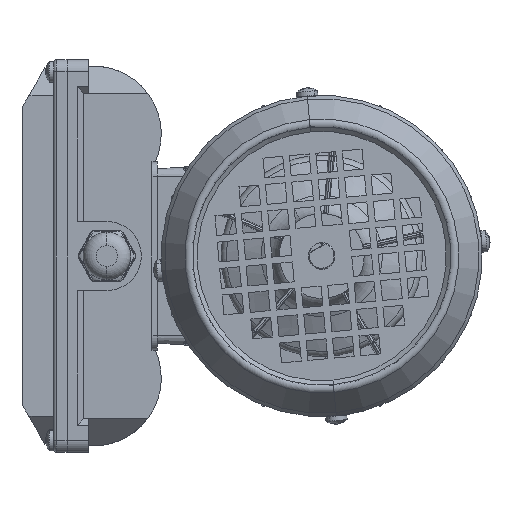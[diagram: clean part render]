
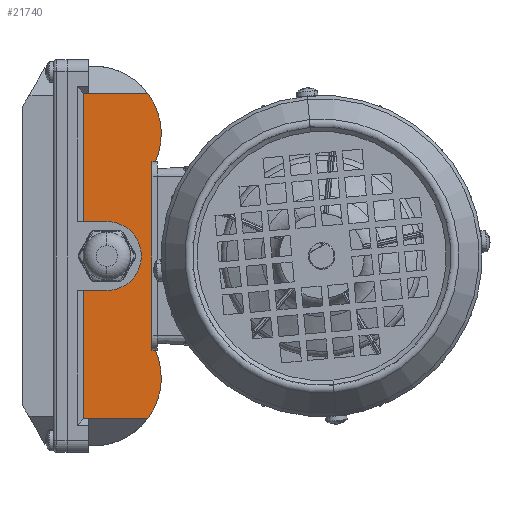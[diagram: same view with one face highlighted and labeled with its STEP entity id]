
A CAD part, left-side view. The second image highlights one B-rep face of the part: STEP entity #21740.
In plain terms, the highlighted face is planar.
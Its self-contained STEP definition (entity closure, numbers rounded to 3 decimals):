
#12155 = CARTESIAN_POINT ( 'NONE',  ( 74.475, 12.818, 2.5 ) ) ;
#12158 = CARTESIAN_POINT ( 'NONE',  ( 26.147, 12.818, 2.5 ) ) ;
#12160 = DIRECTION ( 'NONE',  ( 1., 0., 0. ) ) ;
#12162 = VECTOR ( 'NONE', #12160, 1000. ) ;
#12164 = CARTESIAN_POINT ( 'NONE',  ( -60.853, 12.818, 2.5 ) ) ;
#12165 = LINE ( 'NONE', #12164, #12162 ) ;
#12412 = CARTESIAN_POINT ( 'NONE',  ( 0.147, 12.818, 2.5 ) ) ;
#12543 = CARTESIAN_POINT ( 'NONE',  ( -48.182, 12.818, 2.5 ) ) ;
#12546 = DIRECTION ( 'NONE',  ( 1., 0., 0. ) ) ;
#12547 = VECTOR ( 'NONE', #12546, 1000. ) ;
#12549 = CARTESIAN_POINT ( 'NONE',  ( -60.853, 12.818, 2.5 ) ) ;
#12550 = LINE ( 'NONE', #12549, #12547 ) ;
#13538 = CARTESIAN_POINT ( 'NONE',  ( -22.353, -14.36, 2.5 ) ) ;
#13540 = DIRECTION ( 'NONE',  ( 1., 0., 0. ) ) ;
#13542 = DIRECTION ( 'NONE',  ( 0., 0., 1. ) ) ;
#13543 = CARTESIAN_POINT ( 'NONE',  ( -32.853, 8.878, 2.5 ) ) ;
#13544 = AXIS2_PLACEMENT_3D ( 'NONE', #13543, #13542, #13540 ) ;
#13546 = CIRCLE ( 'NONE', #13544, 25.5 ) ;
#13634 = CARTESIAN_POINT ( 'NONE',  ( 74.475, -11.501, 2.5 ) ) ;
#13636 = CARTESIAN_POINT ( 'NONE',  ( 48.647, -14.36, 2.5 ) ) ;
#13637 = DIRECTION ( 'NONE',  ( 1., 0., 0. ) ) ;
#13639 = DIRECTION ( 'NONE',  ( 0., 0., 1. ) ) ;
#13641 = CARTESIAN_POINT ( 'NONE',  ( 59.147, 8.878, 2.5 ) ) ;
#13642 = AXIS2_PLACEMENT_3D ( 'NONE', #13641, #13639, #13637 ) ;
#13655 = CIRCLE ( 'NONE', #13642, 25.5 ) ;
#13693 = CARTESIAN_POINT ( 'NONE',  ( -48.182, -11.501, 2.5 ) ) ;
#14993 = LINE ( 'NONE', #15123, #15121 ) ;
#15044 = CARTESIAN_POINT ( 'NONE',  ( 48.647, -13.122, 2.5 ) ) ;
#15046 = DIRECTION ( 'NONE',  ( 0., 1., 0. ) ) ;
#15047 = VECTOR ( 'NONE', #15046, 1000. ) ;
#15049 = CARTESIAN_POINT ( 'NONE',  ( 48.647, -13.122, 2.5 ) ) ;
#15050 = LINE ( 'NONE', #15049, #15047 ) ;
#15117 = CARTESIAN_POINT ( 'NONE',  ( -22.353, -13.122, 2.5 ) ) ;
#15120 = DIRECTION ( 'NONE',  ( 0., 1., 0. ) ) ;
#15121 = VECTOR ( 'NONE', #15120, 1000. ) ;
#15123 = CARTESIAN_POINT ( 'NONE',  ( -22.353, -13.122, 2.5 ) ) ;
#15235 = DIRECTION ( 'NONE',  ( -1., 0., 0. ) ) ;
#15237 = VECTOR ( 'NONE', #15235, 1000. ) ;
#15239 = CARTESIAN_POINT ( 'NONE',  ( 13.147, -13.122, 2.5 ) ) ;
#15249 = LINE ( 'NONE', #15239, #15237 ) ;
#16223 = DIRECTION ( 'NONE',  ( 0., 1., 0. ) ) ;
#16225 = VECTOR ( 'NONE', #16223, 1000. ) ;
#16226 = CARTESIAN_POINT ( 'NONE',  ( 74.475, 16.878, 2.5 ) ) ;
#16227 = LINE ( 'NONE', #16226, #16225 ) ;
#16244 = PLANE ( 'NONE',  #16382 ) ;
#16246 = CIRCLE ( 'NONE', #16373, 13. ) ;
#16251 = FACE_OUTER_BOUND ( 'NONE', #21744, .T. ) ;
#16253 = DIRECTION ( 'NONE',  ( 0., -1., 0. ) ) ;
#16255 = VECTOR ( 'NONE', #16253, 1000. ) ;
#16256 = CARTESIAN_POINT ( 'NONE',  ( -48.182, 16.878, 2.5 ) ) ;
#16258 = LINE ( 'NONE', #16256, #16255 ) ;
#16262 = DIRECTION ( 'NONE',  ( 0., 1., 0. ) ) ;
#16263 = VECTOR ( 'NONE', #16262, 1000. ) ;
#16266 = CARTESIAN_POINT ( 'NONE',  ( 74.475, 10.878, 2.5 ) ) ;
#16275 = LINE ( 'NONE', #16266, #16263 ) ;
#16296 = CARTESIAN_POINT ( 'NONE',  ( 74.475, 10.878, 2.5 ) ) ;
#16355 = DIRECTION ( 'NONE',  ( 0., 1., 0. ) ) ;
#16356 = VECTOR ( 'NONE', #16355, 1000. ) ;
#16358 = CARTESIAN_POINT ( 'NONE',  ( 26.147, 12.818, 2.5 ) ) ;
#16359 = LINE ( 'NONE', #16358, #16356 ) ;
#16364 = CARTESIAN_POINT ( 'NONE',  ( 0.147, 3.878, 2.5 ) ) ;
#16366 = CARTESIAN_POINT ( 'NONE',  ( 26.147, 3.878, 2.5 ) ) ;
#16369 = DIRECTION ( 'NONE',  ( 1., 0., 0. ) ) ;
#16370 = DIRECTION ( 'NONE',  ( 0., 0., -1. ) ) ;
#16371 = CARTESIAN_POINT ( 'NONE',  ( 13.147, 3.878, 2.5 ) ) ;
#16373 = AXIS2_PLACEMENT_3D ( 'NONE', #16371, #16370, #16369 ) ;
#16378 = DIRECTION ( 'NONE',  ( 1., 0., 0. ) ) ;
#16379 = DIRECTION ( 'NONE',  ( 0., 0., 1. ) ) ;
#16380 = CARTESIAN_POINT ( 'NONE',  ( -60.853, 12.818, 2.5 ) ) ;
#16382 = AXIS2_PLACEMENT_3D ( 'NONE', #16380, #16379, #16378 ) ;
#16450 = CARTESIAN_POINT ( 'NONE',  ( -48.182, 10.878, 2.5 ) ) ;
#16473 = DIRECTION ( 'NONE',  ( 0., 1., 0. ) ) ;
#16475 = VECTOR ( 'NONE', #16473, 1000. ) ;
#16477 = CARTESIAN_POINT ( 'NONE',  ( 0.147, 16.878, 2.5 ) ) ;
#16479 = LINE ( 'NONE', #16477, #16475 ) ;
#16482 = DIRECTION ( 'NONE',  ( 0., -1., 0. ) ) ;
#16484 = VECTOR ( 'NONE', #16482, 1000. ) ;
#16485 = CARTESIAN_POINT ( 'NONE',  ( -48.182, 16.878, 2.5 ) ) ;
#16497 = LINE ( 'NONE', #16485, #16484 ) ;
#19716 = EDGE_CURVE ( 'NONE', #19718, #19719, #12165, .T. ) ;
#19718 = VERTEX_POINT ( 'NONE', #12158 ) ;
#19719 = VERTEX_POINT ( 'NONE', #12155 ) ;
#19844 = VERTEX_POINT ( 'NONE', #12412 ) ;
#19847 = EDGE_CURVE ( 'NONE', #19850, #19844, #12550, .T. ) ;
#19850 = VERTEX_POINT ( 'NONE', #12543 ) ;
#20336 = EDGE_CURVE ( 'NONE', #20384, #20339, #13546, .T. ) ;
#20339 = VERTEX_POINT ( 'NONE', #13538 ) ;
#20354 = EDGE_CURVE ( 'NONE', #20356, #20358, #13655, .T. ) ;
#20356 = VERTEX_POINT ( 'NONE', #13636 ) ;
#20358 = VERTEX_POINT ( 'NONE', #13634 ) ;
#20384 = VERTEX_POINT ( 'NONE', #13693 ) ;
#20988 = EDGE_CURVE ( 'NONE', #20356, #20989, #15050, .T. ) ;
#20989 = VERTEX_POINT ( 'NONE', #15044 ) ;
#21019 = EDGE_CURVE ( 'NONE', #20339, #21022, #14993, .T. ) ;
#21022 = VERTEX_POINT ( 'NONE', #15117 ) ;
#21106 = EDGE_CURVE ( 'NONE', #20989, #21022, #15249, .T. ) ;
#21657 = EDGE_CURVE ( 'NONE', #20358, #21694, #16227, .T. ) ;
#21694 = VERTEX_POINT ( 'NONE', #16296 ) ;
#21716 = ORIENTED_EDGE ( 'NONE', *, *, #19716, .T. ) ;
#21717 = ORIENTED_EDGE ( 'NONE', *, *, #21718, .F. ) ;
#21718 = EDGE_CURVE ( 'NONE', #21694, #19719, #16275, .T. ) ;
#21719 = ORIENTED_EDGE ( 'NONE', *, *, #21657, .F. ) ;
#21721 = ORIENTED_EDGE ( 'NONE', *, *, #20354, .F. ) ;
#21722 = ORIENTED_EDGE ( 'NONE', *, *, #20988, .T. ) ;
#21725 = ORIENTED_EDGE ( 'NONE', *, *, #21106, .T. ) ;
#21727 = ORIENTED_EDGE ( 'NONE', *, *, #21019, .F. ) ;
#21729 = ORIENTED_EDGE ( 'NONE', *, *, #20336, .F. ) ;
#21730 = ORIENTED_EDGE ( 'NONE', *, *, #21734, .F. ) ;
#21731 = ORIENTED_EDGE ( 'NONE', *, *, #21840, .F. ) ;
#21734 = EDGE_CURVE ( 'NONE', #21773, #20384, #16258, .T. ) ;
#21740 = ADVANCED_FACE ( 'NONE', ( #16251 ), #16244, .F. ) ;
#21744 = EDGE_LOOP ( 'NONE', ( #21745, #21749, #21716, #21717, #21719, #21721, #21722, #21725, #21727, #21729, #21730, #21731, #21841, #21842 ) ) ;
#21745 = ORIENTED_EDGE ( 'NONE', *, *, #21746, .F. ) ;
#21746 = EDGE_CURVE ( 'NONE', #21747, #21748, #16246, .T. ) ;
#21747 = VERTEX_POINT ( 'NONE', #16366 ) ;
#21748 = VERTEX_POINT ( 'NONE', #16364 ) ;
#21749 = ORIENTED_EDGE ( 'NONE', *, *, #21750, .T. ) ;
#21750 = EDGE_CURVE ( 'NONE', #21747, #19718, #16359, .T. ) ;
#21773 = VERTEX_POINT ( 'NONE', #16450 ) ;
#21840 = EDGE_CURVE ( 'NONE', #19850, #21773, #16497, .T. ) ;
#21841 = ORIENTED_EDGE ( 'NONE', *, *, #19847, .T. ) ;
#21842 = ORIENTED_EDGE ( 'NONE', *, *, #21844, .F. ) ;
#21844 = EDGE_CURVE ( 'NONE', #21748, #19844, #16479, .T. ) ;
